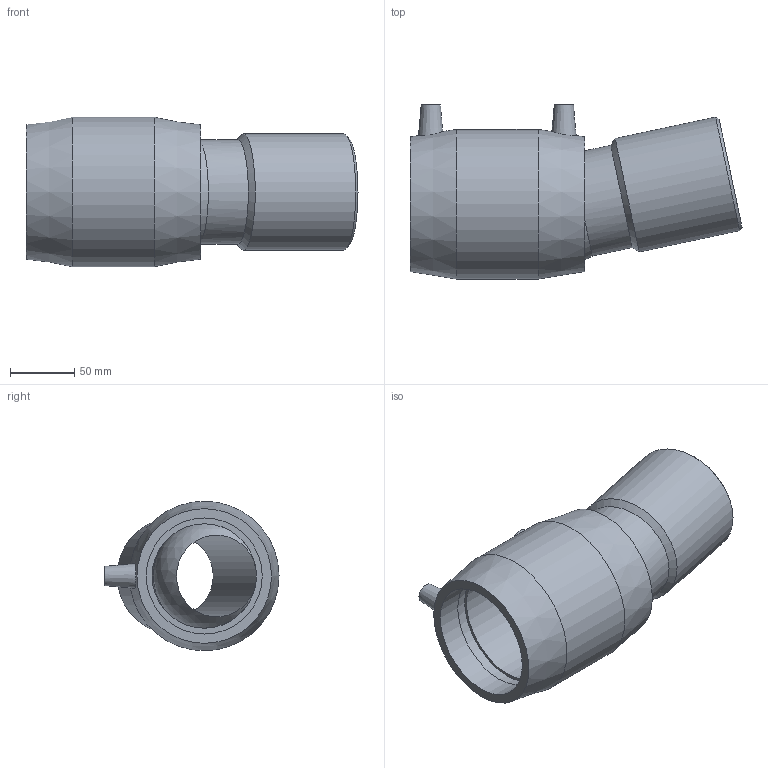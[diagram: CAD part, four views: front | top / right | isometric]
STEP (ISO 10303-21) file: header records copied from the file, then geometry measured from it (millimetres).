
FILE_DESCRIPTION(/* description */ ('PLASSON ADJUSTABLE ELBOW (ONE SIDE) 90'),/* implementation_level */ '2;1');
FILE_NAME(/* name */ '4947D4090.ipt.stp',/* time_stamp */ '2017-11-06T09:17:54+02:00',/* author */ ('KIM'),/* organization */ (''),/* preprocessor_version */ 'ST-DEVELOPER v15.6',/* originating_system */ 'Autodesk Inventor 2015',/* authorisation */ '');
FILE_SCHEMA (('AUTOMOTIVE_DESIGN { 1 0 10303 214 3 1 1 }'));
Length unit declared in the file: millimetre
Products named in the file (1): 4947D4090
Bounding box: 257.52 x 135 x 116 mm (x, y, z)
Volume: 983986.3 mm3; surface area: 162670.4 mm2
Topology: 1 solids, 1 shells, 32 faces, 67 edges, 42 vertices
Faces by surface type: cylinder 12, plane 11, cone 7, sphere 2
Full cylindrical faces by diameter (mm): 4 x2, 10 x2, 63.4 x1, 81 x2, 90 x3, 116 x1
Entity records: 895 total; most frequent: CARTESIAN_POINT 287, DIRECTION 136, ORIENTED_EDGE 78, AXIS2_PLACEMENT_3D 68, EDGE_LOOP 61, EDGE_CURVE 39, VERTEX_POINT 34, FACE_OUTER_BOUND 32
